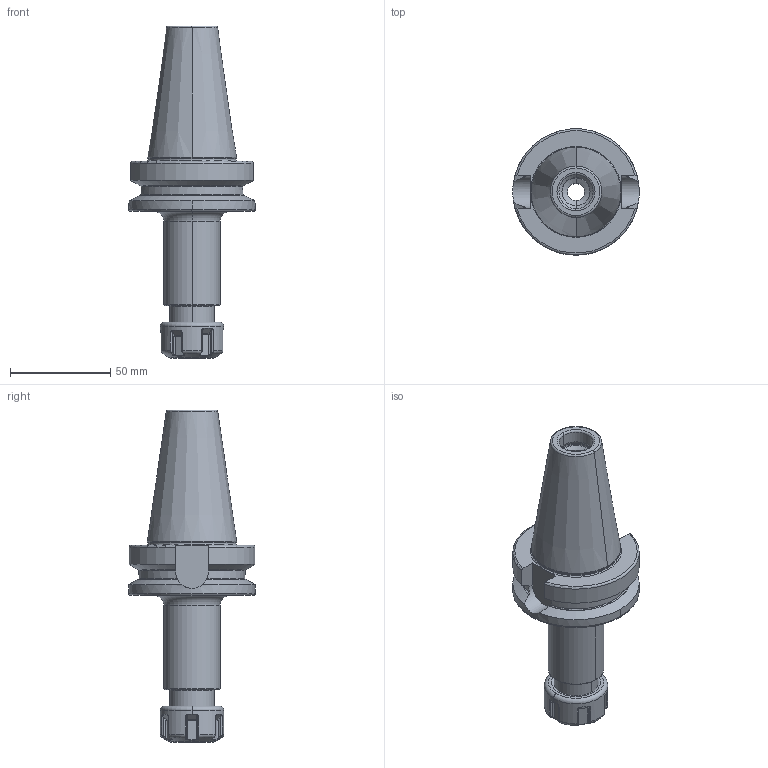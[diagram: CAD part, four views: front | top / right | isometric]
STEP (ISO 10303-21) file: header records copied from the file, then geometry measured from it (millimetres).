
FILE_DESCRIPTION((''),'2;1');
FILE_NAME('405_02_10_1','2020-07-22T',('101107'),(''),'CREO PARAMETRIC BY PTC INC, 2015290','CREO PARAMETRIC BY PTC INC, 2015290','');
FILE_SCHEMA(('CONFIG_CONTROL_DESIGN'));
Length unit declared in the file: millimetre
Products named in the file (1): 405_02_10_1
Bounding box: 63 x 63 x 165.4 mm (x, y, z)
Volume: 156155.7 mm3; surface area: 32367.3 mm2
Topology: 1 solids, 1 shells, 266 faces, 644 edges, 386 vertices
Faces by surface type: cylinder 64, bspline 60, plane 58, torus 48, cone 24, sphere 12
Entity records: 10487 total; most frequent: CARTESIAN_POINT 4652, ORIENTED_EDGE 1288, DIRECTION 1092, EDGE_CURVE 644, AXIS2_PLACEMENT_3D 433, VERTEX_POINT 386, EDGE_LOOP 274, FACE_OUTER_BOUND 266
